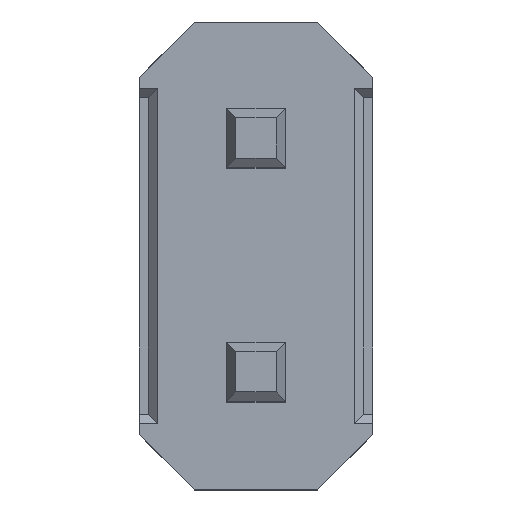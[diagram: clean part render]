
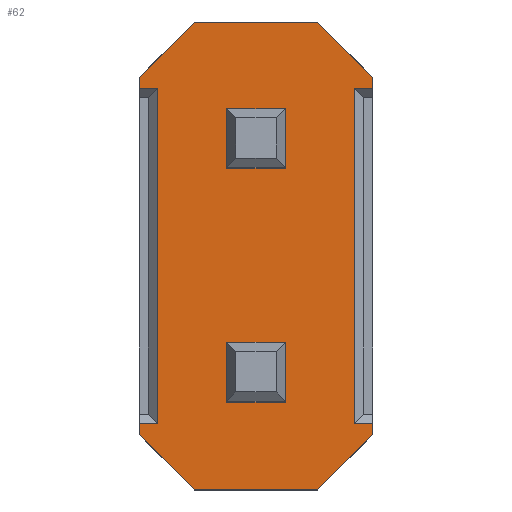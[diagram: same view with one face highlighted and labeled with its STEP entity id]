
A CAD part, top view. The second image highlights one B-rep face of the part: STEP entity #62.
In plain terms, the highlighted planar face has unit normal (0, 0, 1).
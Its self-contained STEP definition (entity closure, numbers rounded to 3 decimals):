
#62=ADVANCED_FACE('',(#586,#588,#590),#592,.T.);
#586=FACE_BOUND('',#587,.T.);
#587=EDGE_LOOP('',(#1005,#1006,#1007,#1008,#1009,#1010,#1011,#1012,#1013,#1014,#1015,
#1016,#1017,#1018,#1019,#1020));
#588=FACE_BOUND('',#589,.T.);
#589=EDGE_LOOP('',(#1021,#1022,#1023,#1024));
#590=FACE_BOUND('',#591,.T.);
#591=EDGE_LOOP('',(#1025,#1026,#1027,#1028));
#592=PLANE('',#593);
#593=AXIS2_PLACEMENT_3D('',#594,#595,#596);
#594=CARTESIAN_POINT('',(0.,0.,2.5));
#595=DIRECTION('',(0.,0.,1.));
#596=DIRECTION('',(1.,0.,0.));
#1005=ORIENTED_EDGE('',*,*,#1285,.T.);
#1006=ORIENTED_EDGE('',*,*,#1286,.T.);
#1007=ORIENTED_EDGE('',*,*,#1287,.T.);
#1008=ORIENTED_EDGE('',*,*,#1288,.T.);
#1009=ORIENTED_EDGE('',*,*,#1289,.T.);
#1010=ORIENTED_EDGE('',*,*,#1290,.T.);
#1011=ORIENTED_EDGE('',*,*,#1291,.T.);
#1012=ORIENTED_EDGE('',*,*,#1292,.T.);
#1013=ORIENTED_EDGE('',*,*,#1293,.T.);
#1014=ORIENTED_EDGE('',*,*,#1294,.T.);
#1015=ORIENTED_EDGE('',*,*,#1295,.T.);
#1016=ORIENTED_EDGE('',*,*,#1296,.T.);
#1017=ORIENTED_EDGE('',*,*,#1297,.T.);
#1018=ORIENTED_EDGE('',*,*,#1298,.T.);
#1019=ORIENTED_EDGE('',*,*,#1299,.T.);
#1020=ORIENTED_EDGE('',*,*,#1300,.T.);
#1021=ORIENTED_EDGE('',*,*,#1301,.F.);
#1022=ORIENTED_EDGE('',*,*,#1302,.F.);
#1023=ORIENTED_EDGE('',*,*,#1303,.F.);
#1024=ORIENTED_EDGE('',*,*,#1304,.F.);
#1025=ORIENTED_EDGE('',*,*,#1305,.F.);
#1026=ORIENTED_EDGE('',*,*,#1306,.F.);
#1027=ORIENTED_EDGE('',*,*,#1307,.F.);
#1028=ORIENTED_EDGE('',*,*,#1308,.F.);
#1285=EDGE_CURVE('',#1441,#1442,#1443,.F.);
#1286=EDGE_CURVE('',#1442,#1444,#1445,.F.);
#1287=EDGE_CURVE('',#1444,#1446,#1447,.F.);
#1288=EDGE_CURVE('',#1446,#1448,#1449,.T.);
#1289=EDGE_CURVE('',#1448,#1450,#1451,.T.);
#1290=EDGE_CURVE('',#1450,#1452,#1453,.T.);
#1291=EDGE_CURVE('',#1452,#1454,#1455,.T.);
#1292=EDGE_CURVE('',#1454,#1456,#1457,.T.);
#1293=EDGE_CURVE('',#1456,#1458,#1459,.F.);
#1294=EDGE_CURVE('',#1458,#1460,#1461,.F.);
#1295=EDGE_CURVE('',#1460,#1462,#1463,.F.);
#1296=EDGE_CURVE('',#1462,#1464,#1465,.T.);
#1297=EDGE_CURVE('',#1464,#1466,#1467,.T.);
#1298=EDGE_CURVE('',#1466,#1468,#1469,.T.);
#1299=EDGE_CURVE('',#1468,#1470,#1471,.T.);
#1300=EDGE_CURVE('',#1470,#1441,#1472,.T.);
#1301=EDGE_CURVE('',#1473,#1474,#1475,.T.);
#1302=EDGE_CURVE('',#1476,#1473,#1477,.T.);
#1303=EDGE_CURVE('',#1478,#1476,#1479,.T.);
#1304=EDGE_CURVE('',#1474,#1478,#1480,.T.);
#1305=EDGE_CURVE('',#1481,#1482,#1483,.T.);
#1306=EDGE_CURVE('',#1484,#1481,#1485,.T.);
#1307=EDGE_CURVE('',#1486,#1484,#1487,.T.);
#1308=EDGE_CURVE('',#1482,#1486,#1488,.T.);
#1441=VERTEX_POINT('',#1701);
#1442=VERTEX_POINT('',#1702);
#1443=LINE('',#1703,#1704);
#1444=VERTEX_POINT('',#1706);
#1445=LINE('',#1707,#1708);
#1446=VERTEX_POINT('',#1710);
#1447=LINE('',#1711,#1712);
#1448=VERTEX_POINT('',#1714);
#1449=LINE('',#1715,#1716);
#1450=VERTEX_POINT('',#1718);
#1451=LINE('',#1719,#1720);
#1452=VERTEX_POINT('',#1722);
#1453=LINE('',#1723,#1724);
#1454=VERTEX_POINT('',#1726);
#1455=LINE('',#1727,#1728);
#1456=VERTEX_POINT('',#1730);
#1457=LINE('',#1731,#1732);
#1458=VERTEX_POINT('',#1734);
#1459=LINE('',#1735,#1736);
#1460=VERTEX_POINT('',#1738);
#1461=LINE('',#1739,#1740);
#1462=VERTEX_POINT('',#1742);
#1463=LINE('',#1743,#1744);
#1464=VERTEX_POINT('',#1746);
#1465=LINE('',#1747,#1748);
#1466=VERTEX_POINT('',#1750);
#1467=LINE('',#1751,#1752);
#1468=VERTEX_POINT('',#1754);
#1469=LINE('',#1755,#1756);
#1470=VERTEX_POINT('',#1758);
#1471=LINE('',#1759,#1760);
#1472=LINE('',#1762,#1763);
#1473=VERTEX_POINT('',#1765);
#1474=VERTEX_POINT('',#1766);
#1475=LINE('',#1767,#1768);
#1476=VERTEX_POINT('',#1770);
#1477=LINE('',#1771,#1772);
#1478=VERTEX_POINT('',#1774);
#1479=LINE('',#1775,#1776);
#1480=LINE('',#1778,#1779);
#1481=VERTEX_POINT('',#1781);
#1482=VERTEX_POINT('',#1782);
#1483=LINE('',#1783,#1784);
#1484=VERTEX_POINT('',#1786);
#1485=LINE('',#1787,#1788);
#1486=VERTEX_POINT('',#1790);
#1487=LINE('',#1791,#1792);
#1488=LINE('',#1794,#1795);
#1701=CARTESIAN_POINT('',(-1.27,3.09,2.5));
#1702=CARTESIAN_POINT('',(-1.07,3.09,2.5));
#1703=CARTESIAN_POINT('',(-1.07,3.09,2.5));
#1704=VECTOR('',#1705,1.);
#1705=DIRECTION('',(-1.,0.,0.));
#1706=CARTESIAN_POINT('',(-1.07,-0.55,2.5));
#1707=CARTESIAN_POINT('',(-1.07,-0.55,2.5));
#1708=VECTOR('',#1709,1.);
#1709=DIRECTION('',(0.,1.,0.));
#1710=CARTESIAN_POINT('',(-1.27,-0.55,2.5));
#1711=CARTESIAN_POINT('',(-1.27,-0.55,2.5));
#1712=VECTOR('',#1713,1.);
#1713=DIRECTION('',(1.,0.,0.));
#1714=CARTESIAN_POINT('',(-1.27,-0.67,2.5));
#1715=CARTESIAN_POINT('',(-1.27,-0.55,2.5));
#1716=VECTOR('',#1717,1.);
#1717=DIRECTION('',(0.,-1.,0.));
#1718=CARTESIAN_POINT('',(-0.67,-1.27,2.5));
#1719=CARTESIAN_POINT('',(-1.27,-0.67,2.5));
#1720=VECTOR('',#1721,1.);
#1721=DIRECTION('',(0.707,-0.707,0.));
#1722=CARTESIAN_POINT('',(0.67,-1.27,2.5));
#1723=CARTESIAN_POINT('',(-0.67,-1.27,2.5));
#1724=VECTOR('',#1725,1.);
#1725=DIRECTION('',(1.,0.,0.));
#1726=CARTESIAN_POINT('',(1.27,-0.67,2.5));
#1727=CARTESIAN_POINT('',(0.67,-1.27,2.5));
#1728=VECTOR('',#1729,1.);
#1729=DIRECTION('',(0.707,0.707,0.));
#1730=CARTESIAN_POINT('',(1.27,-0.55,2.5));
#1731=CARTESIAN_POINT('',(1.27,-0.67,2.5));
#1732=VECTOR('',#1733,1.);
#1733=DIRECTION('',(0.,1.,0.));
#1734=CARTESIAN_POINT('',(1.07,-0.55,2.5));
#1735=CARTESIAN_POINT('',(1.07,-0.55,2.5));
#1736=VECTOR('',#1737,1.);
#1737=DIRECTION('',(1.,0.,0.));
#1738=CARTESIAN_POINT('',(1.07,3.09,2.5));
#1739=CARTESIAN_POINT('',(1.07,3.09,2.5));
#1740=VECTOR('',#1741,1.);
#1741=DIRECTION('',(0.,-1.,0.));
#1742=CARTESIAN_POINT('',(1.27,3.09,2.5));
#1743=CARTESIAN_POINT('',(1.27,3.09,2.5));
#1744=VECTOR('',#1745,1.);
#1745=DIRECTION('',(-1.,0.,0.));
#1746=CARTESIAN_POINT('',(1.27,3.21,2.5));
#1747=CARTESIAN_POINT('',(1.27,3.09,2.5));
#1748=VECTOR('',#1749,1.);
#1749=DIRECTION('',(0.,1.,0.));
#1750=CARTESIAN_POINT('',(0.67,3.81,2.5));
#1751=CARTESIAN_POINT('',(1.27,3.21,2.5));
#1752=VECTOR('',#1753,1.);
#1753=DIRECTION('',(-0.707,0.707,0.));
#1754=CARTESIAN_POINT('',(-0.67,3.81,2.5));
#1755=CARTESIAN_POINT('',(0.67,3.81,2.5));
#1756=VECTOR('',#1757,1.);
#1757=DIRECTION('',(-1.,0.,0.));
#1758=CARTESIAN_POINT('',(-1.27,3.21,2.5));
#1759=CARTESIAN_POINT('',(-0.67,3.81,2.5));
#1760=VECTOR('',#1761,1.);
#1761=DIRECTION('',(-0.707,-0.707,0.));
#1762=CARTESIAN_POINT('',(-1.27,3.21,2.5));
#1763=VECTOR('',#1764,1.);
#1764=DIRECTION('',(0.,-1.,0.));
#1765=CARTESIAN_POINT('',(0.32,0.32,2.5));
#1766=CARTESIAN_POINT('',(-0.32,0.32,2.5));
#1767=CARTESIAN_POINT('',(0.32,0.32,2.5));
#1768=VECTOR('',#1769,1.);
#1769=DIRECTION('',(-1.,0.,0.));
#1770=CARTESIAN_POINT('',(0.32,-0.32,2.5));
#1771=CARTESIAN_POINT('',(0.32,-0.32,2.5));
#1772=VECTOR('',#1773,1.);
#1773=DIRECTION('',(0.,1.,0.));
#1774=CARTESIAN_POINT('',(-0.32,-0.32,2.5));
#1775=CARTESIAN_POINT('',(-0.32,-0.32,2.5));
#1776=VECTOR('',#1777,1.);
#1777=DIRECTION('',(1.,0.,0.));
#1778=CARTESIAN_POINT('',(-0.32,0.32,2.5));
#1779=VECTOR('',#1780,1.);
#1780=DIRECTION('',(0.,-1.,0.));
#1781=CARTESIAN_POINT('',(0.32,2.22,2.5));
#1782=CARTESIAN_POINT('',(0.32,2.86,2.5));
#1783=CARTESIAN_POINT('',(0.32,2.22,2.5));
#1784=VECTOR('',#1785,1.);
#1785=DIRECTION('',(0.,1.,0.));
#1786=CARTESIAN_POINT('',(-0.32,2.22,2.5));
#1787=CARTESIAN_POINT('',(-0.32,2.22,2.5));
#1788=VECTOR('',#1789,1.);
#1789=DIRECTION('',(1.,0.,0.));
#1790=CARTESIAN_POINT('',(-0.32,2.86,2.5));
#1791=CARTESIAN_POINT('',(-0.32,2.86,2.5));
#1792=VECTOR('',#1793,1.);
#1793=DIRECTION('',(0.,-1.,0.));
#1794=CARTESIAN_POINT('',(0.32,2.86,2.5));
#1795=VECTOR('',#1796,1.);
#1796=DIRECTION('',(-1.,0.,0.));
